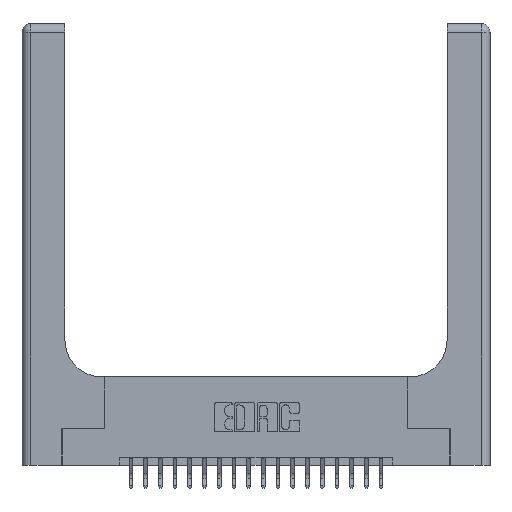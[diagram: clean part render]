
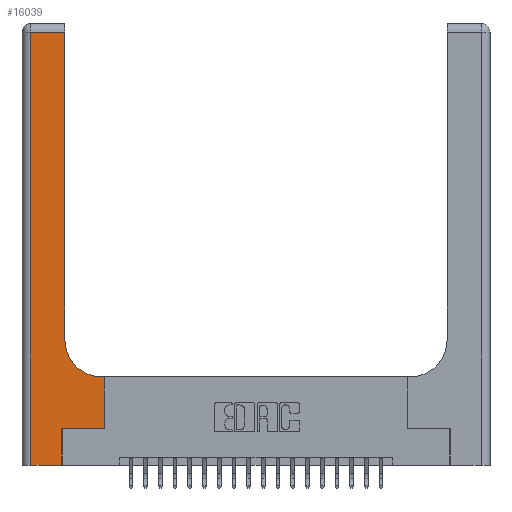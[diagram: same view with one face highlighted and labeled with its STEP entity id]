
A CAD part, top view. The second image highlights one B-rep face of the part: STEP entity #16039.
In plain terms, the highlighted planar face has unit normal (0, 0, 1).
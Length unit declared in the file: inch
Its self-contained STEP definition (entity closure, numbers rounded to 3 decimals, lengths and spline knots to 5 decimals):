
#54 = VERTEX_POINT ( 'NONE', #20994 ) ;
#200 = EDGE_CURVE ( 'NONE', #54, #1176, #14546, .T. ) ;
#327 = VECTOR ( 'NONE', #10798, 39.37008 ) ;
#918 = FACE_OUTER_BOUND ( 'NONE', #20952, .T. ) ;
#1016 = VERTEX_POINT ( 'NONE', #8967 ) ;
#1176 = VERTEX_POINT ( 'NONE', #7601 ) ;
#1902 = CARTESIAN_POINT ( 'NONE',  ( 0., 0., 0.37 ) ) ;
#2079 = DIRECTION ( 'NONE',  ( -1., 0., 0. ) ) ;
#2212 = DIRECTION ( 'NONE',  ( 0., 0., -1. ) ) ;
#2365 = EDGE_CURVE ( 'NONE', #15205, #1016, #16330, .T. ) ;
#2757 = CIRCLE ( 'NONE', #3967, 0.25 ) ;
#3833 = CARTESIAN_POINT ( 'NONE',  ( 0., 3., 0.37 ) ) ;
#3967 = AXIS2_PLACEMENT_3D ( 'NONE', #13933, #19313, #12164 ) ;
#4300 = DIRECTION ( 'NONE',  ( 0., 1., 0. ) ) ;
#4360 = CARTESIAN_POINT ( 'NONE',  ( 0., 2.94, 0.37 ) ) ;
#5188 = VERTEX_POINT ( 'NONE', #9189 ) ;
#5247 = DIRECTION ( 'NONE',  ( 0., -1., 0. ) ) ;
#5500 = VECTOR ( 'NONE', #4300, 39.37008 ) ;
#5763 = ORIENTED_EDGE ( 'NONE', *, *, #200, .T. ) ;
#7601 = CARTESIAN_POINT ( 'NONE',  ( 0.5415, 0.6, 0.37 ) ) ;
#7718 = LINE ( 'NONE', #14034, #5500 ) ;
#7983 = ORIENTED_EDGE ( 'NONE', *, *, #10213, .T. ) ;
#8967 = CARTESIAN_POINT ( 'NONE',  ( 0.269, 0.25, 0.37 ) ) ;
#9189 = CARTESIAN_POINT ( 'NONE',  ( 0.5585, 0.25, 0.37 ) ) ;
#9349 = VERTEX_POINT ( 'NONE', #21375 ) ;
#9486 = EDGE_CURVE ( 'NONE', #21117, #9349, #15733, .T. ) ;
#9568 = LINE ( 'NONE', #15315, #20020 ) ;
#9828 = ORIENTED_EDGE ( 'NONE', *, *, #20375, .T. ) ;
#10213 = EDGE_CURVE ( 'NONE', #5188, #54, #7718, .T. ) ;
#10314 = CARTESIAN_POINT ( 'NONE',  ( 0.06, 2.94, 0.37 ) ) ;
#10492 = CARTESIAN_POINT ( 'NONE',  ( 0.06, 3., 0.37 ) ) ;
#10798 = DIRECTION ( 'NONE',  ( 0., 1., 0. ) ) ;
#10834 = DIRECTION ( 'NONE',  ( 1., 0., 0. ) ) ;
#11011 = VERTEX_POINT ( 'NONE', #10314 ) ;
#11125 = AXIS2_PLACEMENT_3D ( 'NONE', #3833, #2212, #14291 ) ;
#11387 = LINE ( 'NONE', #4360, #20463 ) ;
#11856 = DIRECTION ( 'NONE',  ( 1., 0., 0. ) ) ;
#12156 = LINE ( 'NONE', #1902, #17369 ) ;
#12164 = DIRECTION ( 'NONE',  ( 1., 0., 0. ) ) ;
#12412 = VECTOR ( 'NONE', #13008, 39.37008 ) ;
#12751 = PLANE ( 'NONE',  #11125 ) ;
#13008 = DIRECTION ( 'NONE',  ( 0., 1., 0. ) ) ;
#13933 = CARTESIAN_POINT ( 'NONE',  ( 0.5415, 0.85, 0.37 ) ) ;
#14034 = CARTESIAN_POINT ( 'NONE',  ( 0.5585, 0.25, 0.37 ) ) ;
#14238 = CARTESIAN_POINT ( 'NONE',  ( 0.06, 0., 0.37 ) ) ;
#14291 = DIRECTION ( 'NONE',  ( -1., 0., 0. ) ) ;
#14541 = CARTESIAN_POINT ( 'NONE',  ( 0.2915, 0.6, 0.37 ) ) ;
#14546 = LINE ( 'NONE', #14541, #22190 ) ;
#14680 = LINE ( 'NONE', #10492, #21012 ) ;
#15059 = ORIENTED_EDGE ( 'NONE', *, *, #19261, .T. ) ;
#15126 = ORIENTED_EDGE ( 'NONE', *, *, #16654, .T. ) ;
#15205 = VERTEX_POINT ( 'NONE', #20165 ) ;
#15315 = CARTESIAN_POINT ( 'NONE',  ( 0.269, 0.25, 0.37 ) ) ;
#15733 = LINE ( 'NONE', #19989, #12412 ) ;
#16039 = ADVANCED_FACE ( 'NONE', ( #918 ), #12751, .F. ) ;
#16322 = EDGE_CURVE ( 'NONE', #9349, #11011, #11387, .T. ) ;
#16330 = LINE ( 'NONE', #21004, #327 ) ;
#16643 = DIRECTION ( 'NONE',  ( -1., 0., 0. ) ) ;
#16654 = EDGE_CURVE ( 'NONE', #11011, #17313, #14680, .T. ) ;
#17313 = VERTEX_POINT ( 'NONE', #14238 ) ;
#17369 = VECTOR ( 'NONE', #10834, 39.37008 ) ;
#17605 = ORIENTED_EDGE ( 'NONE', *, *, #16322, .T. ) ;
#18259 = EDGE_CURVE ( 'NONE', #17313, #15205, #12156, .T. ) ;
#18706 = CARTESIAN_POINT ( 'NONE',  ( 0.2915, 0.85, 0.37 ) ) ;
#18946 = ORIENTED_EDGE ( 'NONE', *, *, #2365, .T. ) ;
#19261 = EDGE_CURVE ( 'NONE', #1176, #21117, #2757, .T. ) ;
#19268 = ORIENTED_EDGE ( 'NONE', *, *, #18259, .T. ) ;
#19313 = DIRECTION ( 'NONE',  ( 0., 0., -1. ) ) ;
#19989 = CARTESIAN_POINT ( 'NONE',  ( 0.2915, 3., 0.37 ) ) ;
#20020 = VECTOR ( 'NONE', #11856, 39.37008 ) ;
#20134 = ORIENTED_EDGE ( 'NONE', *, *, #9486, .T. ) ;
#20165 = CARTESIAN_POINT ( 'NONE',  ( 0.269, 0., 0.37 ) ) ;
#20375 = EDGE_CURVE ( 'NONE', #1016, #5188, #9568, .T. ) ;
#20463 = VECTOR ( 'NONE', #16643, 39.37008 ) ;
#20952 = EDGE_LOOP ( 'NONE', ( #20134, #17605, #15126, #19268, #18946, #9828, #7983, #5763, #15059 ) ) ;
#20994 = CARTESIAN_POINT ( 'NONE',  ( 0.5585, 0.6, 0.37 ) ) ;
#21004 = CARTESIAN_POINT ( 'NONE',  ( 0.269, 0., 0.37 ) ) ;
#21012 = VECTOR ( 'NONE', #5247, 39.37008 ) ;
#21117 = VERTEX_POINT ( 'NONE', #18706 ) ;
#21375 = CARTESIAN_POINT ( 'NONE',  ( 0.2915, 2.94, 0.37 ) ) ;
#22190 = VECTOR ( 'NONE', #2079, 39.37008 ) ;
